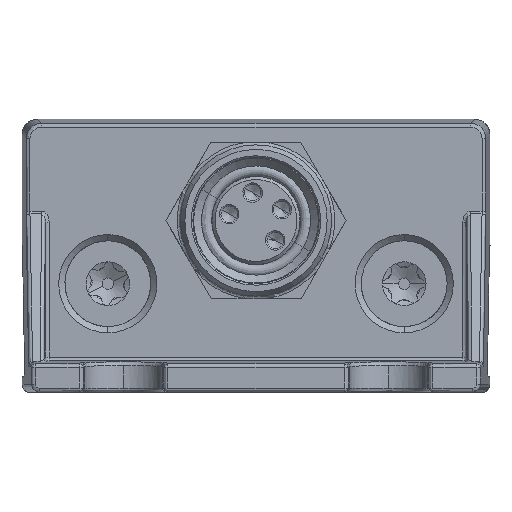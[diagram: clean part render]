
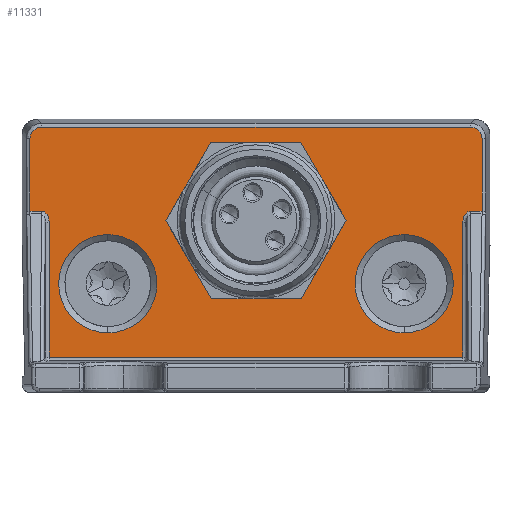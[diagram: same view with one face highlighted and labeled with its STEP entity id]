
A CAD part, front view. The second image highlights one B-rep face of the part: STEP entity #11331.
In plain terms, the highlighted planar face has unit normal (0, -1, 0).
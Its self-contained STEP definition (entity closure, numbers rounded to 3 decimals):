
#3395=AXIS2_PLACEMENT_3D('Circle Axis2P3D',#3393,#3394,$) ;
#3455=AXIS2_PLACEMENT_3D('Circle Axis2P3D',#3453,#3454,$) ;
#3473=AXIS2_PLACEMENT_3D('Circle Axis2P3D',#3471,#3472,$) ;
#3533=AXIS2_PLACEMENT_3D('Circle Axis2P3D',#3531,#3532,$) ;
#3895=AXIS2_PLACEMENT_3D('Plane Axis2P3D',#3892,#3893,#3894) ;
#11226=AXIS2_PLACEMENT_3D('Circle Axis2P3D',#11224,#11225,$) ;
#11250=AXIS2_PLACEMENT_3D('Circle Axis2P3D',#11248,#11249,$) ;
#11269=AXIS2_PLACEMENT_3D('Circle Axis2P3D',#11267,#11268,$) ;
#11293=AXIS2_PLACEMENT_3D('Circle Axis2P3D',#11291,#11292,$) ;
#3121=CARTESIAN_POINT('Vertex',(28.743,20.,17.042)) ;
#3135=CARTESIAN_POINT('Vertex',(1.257,20.,17.042)) ;
#3138=CARTESIAN_POINT('Line Origine',(15.,20.,17.042)) ;
#3175=CARTESIAN_POINT('Vertex',(0.508,20.,16.293)) ;
#3179=CARTESIAN_POINT('Control Point',(1.257,20.,17.042)) ;
#3180=CARTESIAN_POINT('Control Point',(1.194,20.,17.042)) ;
#3181=CARTESIAN_POINT('Control Point',(1.132,20.,17.036)) ;
#3182=CARTESIAN_POINT('Control Point',(1.068,20.,17.023)) ;
#3183=CARTESIAN_POINT('Control Point',(0.944,20.,16.982)) ;
#3184=CARTESIAN_POINT('Control Point',(0.832,20.,16.915)) ;
#3185=CARTESIAN_POINT('Control Point',(0.781,20.,16.876)) ;
#3186=CARTESIAN_POINT('Control Point',(0.656,20.,16.761)) ;
#3187=CARTESIAN_POINT('Control Point',(0.567,20.,16.614)) ;
#3188=CARTESIAN_POINT('Control Point',(0.528,20.,16.511)) ;
#3189=CARTESIAN_POINT('Control Point',(0.508,20.,16.403)) ;
#3190=CARTESIAN_POINT('Control Point',(0.508,20.,16.293)) ;
#3215=CARTESIAN_POINT('Vertex',(0.508,20.,11.654)) ;
#3218=CARTESIAN_POINT('Line Origine',(0.508,20.,8.8)) ;
#3254=CARTESIAN_POINT('Vertex',(1.251,20.,11.654)) ;
#3257=CARTESIAN_POINT('Line Origine',(15.,20.,11.654)) ;
#3278=CARTESIAN_POINT('Vertex',(1.748,20.,2.298)) ;
#3294=CARTESIAN_POINT('Vertex',(28.252,20.,2.298)) ;
#3297=CARTESIAN_POINT('Line Origine',(15.,20.,2.298)) ;
#3321=CARTESIAN_POINT('Vertex',(29.492,20.,11.654)) ;
#3324=CARTESIAN_POINT('Line Origine',(15.,20.,11.654)) ;
#3328=CARTESIAN_POINT('Vertex',(28.749,20.,11.654)) ;
#3361=CARTESIAN_POINT('Vertex',(29.492,20.,16.293)) ;
#3364=CARTESIAN_POINT('Line Origine',(29.492,20.,8.8)) ;
#3393=CARTESIAN_POINT('Axis2P3D Location',(24.5,20.,7.)) ;
#3397=CARTESIAN_POINT('Vertex',(24.5,20.,3.85)) ;
#3399=CARTESIAN_POINT('Vertex',(24.5,20.,10.15)) ;
#3453=CARTESIAN_POINT('Axis2P3D Location',(24.5,20.,7.)) ;
#3471=CARTESIAN_POINT('Axis2P3D Location',(5.5,20.,7.)) ;
#3475=CARTESIAN_POINT('Vertex',(5.5,20.,3.85)) ;
#3477=CARTESIAN_POINT('Vertex',(5.5,20.,10.15)) ;
#3531=CARTESIAN_POINT('Axis2P3D Location',(5.5,20.,7.)) ;
#3892=CARTESIAN_POINT('Axis2P3D Location',(23.125,20.,7.)) ;
#11080=CARTESIAN_POINT('Control Point',(28.252,20.,10.951)) ;
#11081=CARTESIAN_POINT('Control Point',(28.252,20.,11.334)) ;
#11082=CARTESIAN_POINT('Control Point',(28.478,20.,11.654)) ;
#11083=CARTESIAN_POINT('Control Point',(28.749,20.,11.654)) ;
#11084=CARTESIAN_POINT('Vertex',(28.252,20.,10.951)) ;
#11104=CARTESIAN_POINT('Line Origine',(28.252,20.,8.8)) ;
#11125=CARTESIAN_POINT('Vertex',(1.748,20.,10.951)) ;
#11128=CARTESIAN_POINT('Line Origine',(1.748,20.,8.8)) ;
#11154=CARTESIAN_POINT('Control Point',(1.251,20.,11.654)) ;
#11155=CARTESIAN_POINT('Control Point',(1.522,20.,11.654)) ;
#11156=CARTESIAN_POINT('Control Point',(1.748,20.,11.334)) ;
#11157=CARTESIAN_POINT('Control Point',(1.748,20.,10.951)) ;
#11192=CARTESIAN_POINT('Control Point',(29.492,20.,16.293)) ;
#11193=CARTESIAN_POINT('Control Point',(29.492,20.,16.356)) ;
#11194=CARTESIAN_POINT('Control Point',(29.486,20.,16.418)) ;
#11195=CARTESIAN_POINT('Control Point',(29.473,20.,16.482)) ;
#11196=CARTESIAN_POINT('Control Point',(29.432,20.,16.606)) ;
#11197=CARTESIAN_POINT('Control Point',(29.365,20.,16.718)) ;
#11198=CARTESIAN_POINT('Control Point',(29.326,20.,16.769)) ;
#11199=CARTESIAN_POINT('Control Point',(29.211,20.,16.894)) ;
#11200=CARTESIAN_POINT('Control Point',(29.064,20.,16.983)) ;
#11201=CARTESIAN_POINT('Control Point',(28.961,20.,17.022)) ;
#11202=CARTESIAN_POINT('Control Point',(28.853,20.,17.042)) ;
#11203=CARTESIAN_POINT('Control Point',(28.743,20.,17.042)) ;
#11221=CARTESIAN_POINT('Vertex',(16.739,20.,14.087)) ;
#11224=CARTESIAN_POINT('Axis2P3D Location',(15.,20.,11.05)) ;
#11228=CARTESIAN_POINT('Vertex',(11.963,20.,12.789)) ;
#11248=CARTESIAN_POINT('Axis2P3D Location',(15.,20.,11.05)) ;
#11252=CARTESIAN_POINT('Vertex',(13.261,20.,8.013)) ;
#11267=CARTESIAN_POINT('Axis2P3D Location',(15.,20.,11.05)) ;
#11271=CARTESIAN_POINT('Vertex',(18.037,20.,9.311)) ;
#11291=CARTESIAN_POINT('Axis2P3D Location',(15.,20.,11.05)) ;
#3139=DIRECTION('Vector Direction',(1.,0.,0.)) ;
#3219=DIRECTION('Vector Direction',(0.,0.,1.)) ;
#3258=DIRECTION('Vector Direction',(-1.,0.,0.)) ;
#3298=DIRECTION('Vector Direction',(-1.,0.,0.)) ;
#3325=DIRECTION('Vector Direction',(-1.,0.,0.)) ;
#3365=DIRECTION('Vector Direction',(0.,0.,1.)) ;
#3394=DIRECTION('Axis2P3D Direction',(0.,-1.,0.)) ;
#3454=DIRECTION('Axis2P3D Direction',(0.,-1.,0.)) ;
#3472=DIRECTION('Axis2P3D Direction',(0.,-1.,0.)) ;
#3532=DIRECTION('Axis2P3D Direction',(0.,-1.,0.)) ;
#3893=DIRECTION('Axis2P3D Direction',(0.,-1.,0.)) ;
#3894=DIRECTION('Axis2P3D XDirection',(0.,0.,1.)) ;
#11105=DIRECTION('Vector Direction',(0.,0.,-1.)) ;
#11129=DIRECTION('Vector Direction',(0.,0.,1.)) ;
#11225=DIRECTION('Axis2P3D Direction',(0.,1.,0.)) ;
#11249=DIRECTION('Axis2P3D Direction',(0.,-1.,0.)) ;
#11268=DIRECTION('Axis2P3D Direction',(0.,-1.,0.)) ;
#11292=DIRECTION('Axis2P3D Direction',(0.,-1.,0.)) ;
#3140=VECTOR('Line Direction',#3139,1.) ;
#3220=VECTOR('Line Direction',#3219,1.) ;
#3259=VECTOR('Line Direction',#3258,1.) ;
#3299=VECTOR('Line Direction',#3298,1.) ;
#3326=VECTOR('Line Direction',#3325,1.) ;
#3366=VECTOR('Line Direction',#3365,1.) ;
#11106=VECTOR('Line Direction',#11105,1.) ;
#11130=VECTOR('Line Direction',#11129,1.) ;
#11304=ORIENTED_EDGE('',*,*,#3142,.T.) ;
#11305=ORIENTED_EDGE('',*,*,#3191,.T.) ;
#11306=ORIENTED_EDGE('',*,*,#3222,.T.) ;
#11307=ORIENTED_EDGE('',*,*,#3261,.T.) ;
#11308=ORIENTED_EDGE('',*,*,#11158,.F.) ;
#11309=ORIENTED_EDGE('',*,*,#11132,.F.) ;
#11310=ORIENTED_EDGE('',*,*,#3301,.T.) ;
#11311=ORIENTED_EDGE('',*,*,#11108,.F.) ;
#11312=ORIENTED_EDGE('',*,*,#11086,.F.) ;
#11313=ORIENTED_EDGE('',*,*,#3330,.T.) ;
#11314=ORIENTED_EDGE('',*,*,#3368,.T.) ;
#11315=ORIENTED_EDGE('',*,*,#11204,.T.) ;
#11318=ORIENTED_EDGE('',*,*,#11230,.F.) ;
#11319=ORIENTED_EDGE('',*,*,#11295,.F.) ;
#11320=ORIENTED_EDGE('',*,*,#11273,.F.) ;
#11321=ORIENTED_EDGE('',*,*,#11254,.F.) ;
#11324=ORIENTED_EDGE('',*,*,#3401,.T.) ;
#11325=ORIENTED_EDGE('',*,*,#3457,.T.) ;
#11328=ORIENTED_EDGE('',*,*,#3479,.T.) ;
#11329=ORIENTED_EDGE('',*,*,#3535,.T.) ;
#11322=FACE_BOUND('',#11317,.T.) ;
#11326=FACE_BOUND('',#11323,.T.) ;
#11330=FACE_BOUND('',#11327,.T.) ;
#11331=ADVANCED_FACE('Hauptkoerper',(#11316,#11322,#11326,#11330),#3896,.T.) ;
#3178=B_SPLINE_CURVE_WITH_KNOTS('',5,(#3179,#3180,#3181,#3182,#3183,#3184,#3185,#3186,#3187,#3188,#3189,#3190),.UNSPECIFIED.,.F.,.U.,(6,3,3,6),(0.,0.605,1.21,2.269),.UNSPECIFIED.) ;
#11191=B_SPLINE_CURVE_WITH_KNOTS('',5,(#11192,#11193,#11194,#11195,#11196,#11197,#11198,#11199,#11200,#11201,#11202,#11203),.UNSPECIFIED.,.F.,.U.,(6,3,3,6),(0.,0.605,1.21,2.269),.UNSPECIFIED.) ;
#3396=CIRCLE('generated circle',#3395,3.15) ;
#3456=CIRCLE('generated circle',#3455,3.15) ;
#3474=CIRCLE('generated circle',#3473,3.15) ;
#3534=CIRCLE('generated circle',#3533,3.15) ;
#11227=CIRCLE('generated circle',#11226,3.5) ;
#11251=CIRCLE('generated circle',#11250,3.5) ;
#11270=CIRCLE('generated circle',#11269,3.5) ;
#11294=CIRCLE('generated circle',#11293,3.5) ;
#3142=EDGE_CURVE('',#3122,#3136,#3141,.F.) ;
#3191=EDGE_CURVE('',#3136,#3176,#3178,.T.) ;
#3222=EDGE_CURVE('',#3176,#3216,#3221,.F.) ;
#3261=EDGE_CURVE('',#3216,#3255,#3260,.F.) ;
#3301=EDGE_CURVE('',#3279,#3295,#3300,.F.) ;
#3330=EDGE_CURVE('',#3329,#3322,#3327,.F.) ;
#3368=EDGE_CURVE('',#3322,#3362,#3367,.T.) ;
#3401=EDGE_CURVE('',#3398,#3400,#3396,.F.) ;
#3457=EDGE_CURVE('',#3400,#3398,#3456,.F.) ;
#3479=EDGE_CURVE('',#3476,#3478,#3474,.F.) ;
#3535=EDGE_CURVE('',#3478,#3476,#3534,.F.) ;
#11086=EDGE_CURVE('',#3329,#11085,#11079,.F.) ;
#11108=EDGE_CURVE('',#11085,#3295,#11107,.T.) ;
#11132=EDGE_CURVE('',#3279,#11126,#11131,.T.) ;
#11158=EDGE_CURVE('',#11126,#3255,#11153,.F.) ;
#11204=EDGE_CURVE('',#3362,#3122,#11191,.T.) ;
#11230=EDGE_CURVE('',#11222,#11229,#11227,.F.) ;
#11254=EDGE_CURVE('',#11229,#11253,#11251,.T.) ;
#11273=EDGE_CURVE('',#11253,#11272,#11270,.T.) ;
#11295=EDGE_CURVE('',#11272,#11222,#11294,.T.) ;
#11303=EDGE_LOOP('',(#11304,#11305,#11306,#11307,#11308,#11309,#11310,#11311,#11312,#11313,#11314,#11315)) ;
#11317=EDGE_LOOP('',(#11318,#11319,#11320,#11321)) ;
#11323=EDGE_LOOP('',(#11324,#11325)) ;
#11327=EDGE_LOOP('',(#11328,#11329)) ;
#11316=FACE_OUTER_BOUND('',#11303,.T.) ;
#3141=LINE('Line',#3138,#3140) ;
#3221=LINE('Line',#3218,#3220) ;
#3260=LINE('Line',#3257,#3259) ;
#3300=LINE('Line',#3297,#3299) ;
#3327=LINE('Line',#3324,#3326) ;
#3367=LINE('Line',#3364,#3366) ;
#11107=LINE('Line',#11104,#11106) ;
#11131=LINE('Line',#11128,#11130) ;
#3896=PLANE('',#3895) ;
#3122=VERTEX_POINT('',#3121) ;
#3136=VERTEX_POINT('',#3135) ;
#3176=VERTEX_POINT('',#3175) ;
#3216=VERTEX_POINT('',#3215) ;
#3255=VERTEX_POINT('',#3254) ;
#3279=VERTEX_POINT('',#3278) ;
#3295=VERTEX_POINT('',#3294) ;
#3322=VERTEX_POINT('',#3321) ;
#3329=VERTEX_POINT('',#3328) ;
#3362=VERTEX_POINT('',#3361) ;
#3398=VERTEX_POINT('',#3397) ;
#3400=VERTEX_POINT('',#3399) ;
#3476=VERTEX_POINT('',#3475) ;
#3478=VERTEX_POINT('',#3477) ;
#11085=VERTEX_POINT('',#11084) ;
#11126=VERTEX_POINT('',#11125) ;
#11222=VERTEX_POINT('',#11221) ;
#11229=VERTEX_POINT('',#11228) ;
#11253=VERTEX_POINT('',#11252) ;
#11272=VERTEX_POINT('',#11271) ;
#11079=(BOUNDED_CURVE()B_SPLINE_CURVE(3,(#11080,#11081,#11082,#11083),.UNSPECIFIED.,.F.,.U.)B_SPLINE_CURVE_WITH_KNOTS((4,4),(-0.001,0.865),.UNSPECIFIED.)CURVE()GEOMETRIC_REPRESENTATION_ITEM()RATIONAL_B_SPLINE_CURVE((1.,1.,1.,1.))REPRESENTATION_ITEM('')) ;
#11153=(BOUNDED_CURVE()B_SPLINE_CURVE(3,(#11154,#11155,#11156,#11157),.UNSPECIFIED.,.F.,.U.)B_SPLINE_CURVE_WITH_KNOTS((4,4),(-0.001,0.865),.UNSPECIFIED.)CURVE()GEOMETRIC_REPRESENTATION_ITEM()RATIONAL_B_SPLINE_CURVE((1.,1.,1.,1.))REPRESENTATION_ITEM('')) ;
